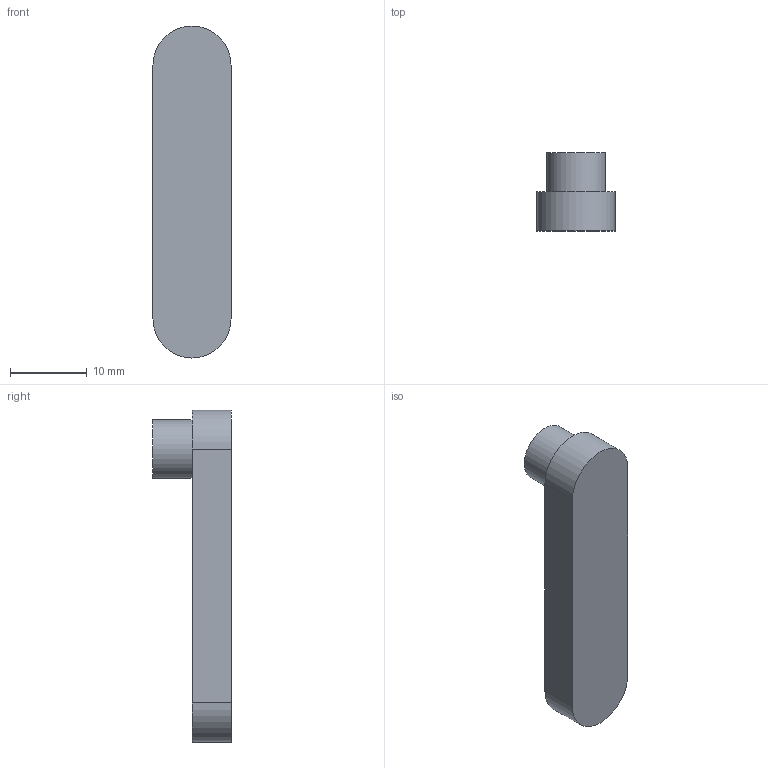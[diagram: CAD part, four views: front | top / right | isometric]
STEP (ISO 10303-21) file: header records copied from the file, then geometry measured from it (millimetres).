
FILE_DESCRIPTION(/* description */ ('STEP AP214'),/* implementation_level */ '2;1');
FILE_NAME(/* name */ '66e6276c3900420a6ea322ed',/* time_stamp */ '2024-09-15T00:16:45Z',/* author */ (''),/* organization */ (''),/* preprocessor_version */ 'ST-DEVELOPER v20',/* originating_system */ ' ',/* authorisation */ ' ');
FILE_SCHEMA (('AUTOMOTIVE_DESIGN {1 0 10303 214 3 1 1}'));
Length unit declared in the file: metre
Products named in the file (1): Part 3
Bounding box: 10.16 x 10.16 x 43.18 mm (x, y, z)
Volume: 2347.8 mm3; surface area: 1452.4 mm2
Topology: 1 solids, 1 shells, 8 faces, 15 edges, 10 vertices
Faces by surface type: plane 5, cylinder 3
Full cylindrical faces by diameter (mm): 7.62 x1
Entity records: 230 total; most frequent: DIRECTION 38, CARTESIAN_POINT 33, ORIENTED_EDGE 28, AXIS2_PLACEMENT_3D 15, EDGE_CURVE 14, VERTEX_POINT 10, EDGE_LOOP 10, FACE_BOUND 10
